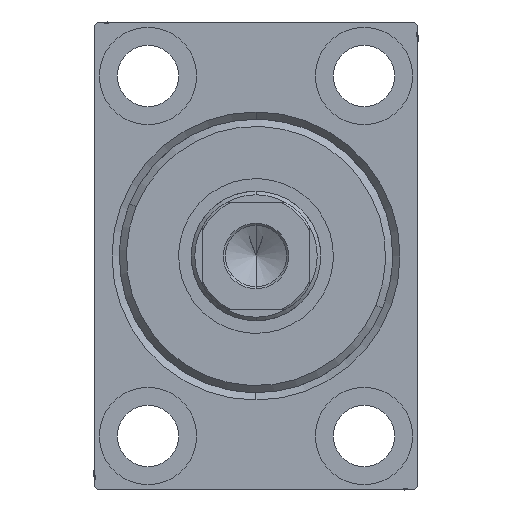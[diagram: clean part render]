
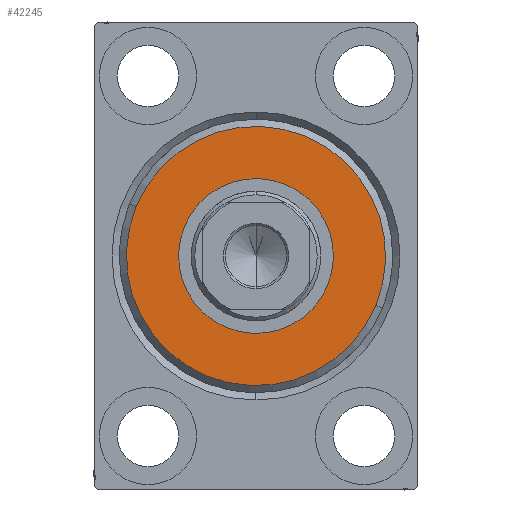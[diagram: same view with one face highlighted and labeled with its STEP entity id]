
A CAD part, left-side view. The second image highlights one B-rep face of the part: STEP entity #42245.
In plain terms, the highlighted face is planar.
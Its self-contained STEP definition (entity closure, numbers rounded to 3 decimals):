
#723 = ORIENTED_EDGE ( 'NONE', *, *, #14240, .T. ) ;
#1188 = AXIS2_PLACEMENT_3D ( 'NONE', #22458, #16340, #15682 ) ;
#1935 = VERTEX_POINT ( 'NONE', #23174 ) ;
#4331 = EDGE_LOOP ( 'NONE', ( #12428, #23726 ) ) ;
#4544 = AXIS2_PLACEMENT_3D ( 'NONE', #43740, #41040, #9914 ) ;
#5211 = DIRECTION ( 'NONE',  ( 0., 0., -1. ) ) ;
#5576 = CIRCLE ( 'NONE', #1188, 18. ) ;
#6993 = CIRCLE ( 'NONE', #37212, 10.75 ) ;
#7798 = CIRCLE ( 'NONE', #32980, 10.75 ) ;
#9914 = DIRECTION ( 'NONE',  ( 0., 0., -1. ) ) ;
#11320 = DIRECTION ( 'NONE',  ( 0., 0., -1. ) ) ;
#12381 = EDGE_CURVE ( 'NONE', #39928, #21098, #5576, .T. ) ;
#12428 = ORIENTED_EDGE ( 'NONE', *, *, #16645, .T. ) ;
#14240 = EDGE_CURVE ( 'NONE', #41392, #1935, #6993, .T. ) ;
#14939 = CARTESIAN_POINT ( 'NONE',  ( 3., 0., 0. ) ) ;
#15682 = DIRECTION ( 'NONE',  ( 0., 0., -1. ) ) ;
#16340 = DIRECTION ( 'NONE',  ( 1., 0., 0. ) ) ;
#16645 = EDGE_CURVE ( 'NONE', #21098, #39928, #44491, .T. ) ;
#16745 = DIRECTION ( 'NONE',  ( 1., 0., 0. ) ) ;
#17218 = EDGE_LOOP ( 'NONE', ( #27830, #723 ) ) ;
#18540 = EDGE_CURVE ( 'NONE', #1935, #41392, #7798, .T. ) ;
#18584 = AXIS2_PLACEMENT_3D ( 'NONE', #38387, #16745, #31179 ) ;
#20077 = PLANE ( 'NONE',  #4544 ) ;
#21098 = VERTEX_POINT ( 'NONE', #38549 ) ;
#22376 = DIRECTION ( 'NONE',  ( -1., 0., 0. ) ) ;
#22458 = CARTESIAN_POINT ( 'NONE',  ( 3., 0., 0. ) ) ;
#23174 = CARTESIAN_POINT ( 'NONE',  ( 3., 0., 10.75 ) ) ;
#23466 = CARTESIAN_POINT ( 'NONE',  ( 3., 0., -18. ) ) ;
#23726 = ORIENTED_EDGE ( 'NONE', *, *, #12381, .T. ) ;
#27830 = ORIENTED_EDGE ( 'NONE', *, *, #18540, .T. ) ;
#28919 = DIRECTION ( 'NONE',  ( -1., 0., 0. ) ) ;
#29992 = FACE_OUTER_BOUND ( 'NONE', #4331, .T. ) ;
#31179 = DIRECTION ( 'NONE',  ( 0., 0., -1. ) ) ;
#32980 = AXIS2_PLACEMENT_3D ( 'NONE', #14939, #22376, #11320 ) ;
#36634 = CARTESIAN_POINT ( 'NONE',  ( 3., 0., -10.75 ) ) ;
#37212 = AXIS2_PLACEMENT_3D ( 'NONE', #42444, #28919, #5211 ) ;
#38387 = CARTESIAN_POINT ( 'NONE',  ( 3., 0., 0. ) ) ;
#38549 = CARTESIAN_POINT ( 'NONE',  ( 3., 0., 18. ) ) ;
#39928 = VERTEX_POINT ( 'NONE', #23466 ) ;
#40813 = FACE_BOUND ( 'NONE', #17218, .T. ) ;
#41040 = DIRECTION ( 'NONE',  ( 1., 0., 0. ) ) ;
#41392 = VERTEX_POINT ( 'NONE', #36634 ) ;
#42245 = ADVANCED_FACE ( 'NONE', ( #29992, #40813 ), #20077, .T. ) ;
#42444 = CARTESIAN_POINT ( 'NONE',  ( 3., 0., 0. ) ) ;
#43740 = CARTESIAN_POINT ( 'NONE',  ( 3., 0., 0. ) ) ;
#44491 = CIRCLE ( 'NONE', #18584, 18. ) ;
